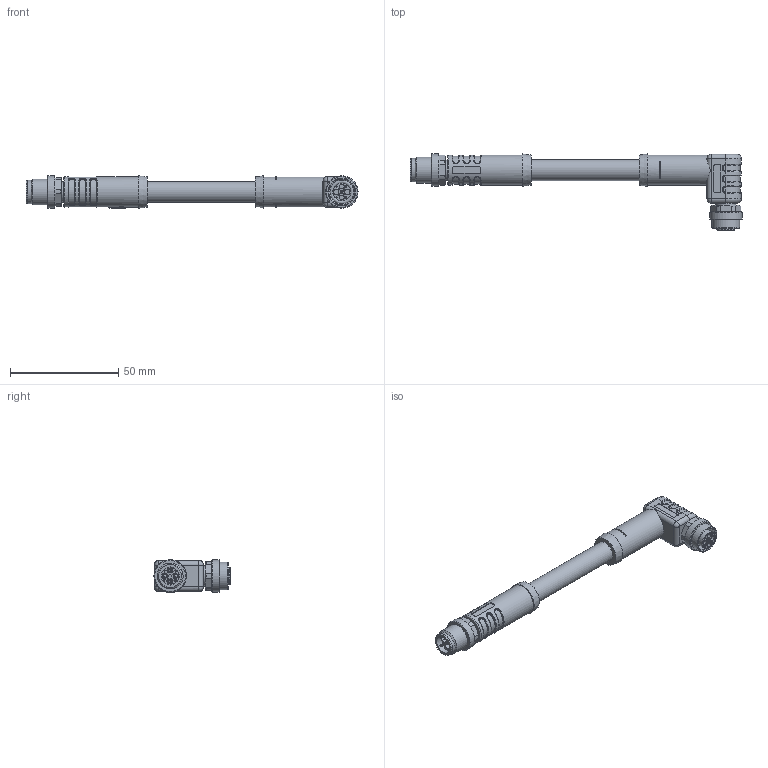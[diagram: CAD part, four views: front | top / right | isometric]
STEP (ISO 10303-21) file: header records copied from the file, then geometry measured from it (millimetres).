
FILE_DESCRIPTION(/* description */ (''),/* implementation_level */ '2;1');
FILE_NAME(/* name */ '8068301__Verbindungsleitung.stp',/* time_stamp */ '2016-05-18T14:09:55+02:00',/* author */ (''),/* organization */ (''),/* preprocessor_version */ 'ST-DEVELOPER v16',/* originating_system */ 'SIEMENS PLM Software NX 10.0',/* authorisation */ '');
FILE_SCHEMA (('AUTOMOTIVE_DESIGN { 1 0 10303 214 3 1 1 1 }'));
Length unit declared in the file: millimetre
Products named in the file (1): t.he1F14ADFBdft9
Bounding box: 153.5 x 35.2 x 15 mm (x, y, z)
Volume: 21902.5 mm3; surface area: 9378 mm2
Topology: 1 solids, 1 shells, 440 faces, 1024 edges, 619 vertices
Faces by surface type: plane 135, cylinder 134, bspline 64, torus 61, cone 35, sphere 9, extrusion 2
Full cylindrical faces by diameter (mm): 1.5 x4, 2.12 x4, 2.3 x4, 8.3 x1, 8.35 x1, 9.3 x2, 9.7 x1, 10.5 x1, 10.8 x1, 10.95 x1, 12 x1, 12.3 x1, 12.8 x1, 14 x2, 15 x2
Entity records: 14718 total; most frequent: CARTESIAN_POINT 5233, DIRECTION 2023, ORIENTED_EDGE 1880, EDGE_CURVE 940, AXIS2_PLACEMENT_3D 841, VERTEX_POINT 589, EDGE_LOOP 527, ADVANCED_FACE 440
